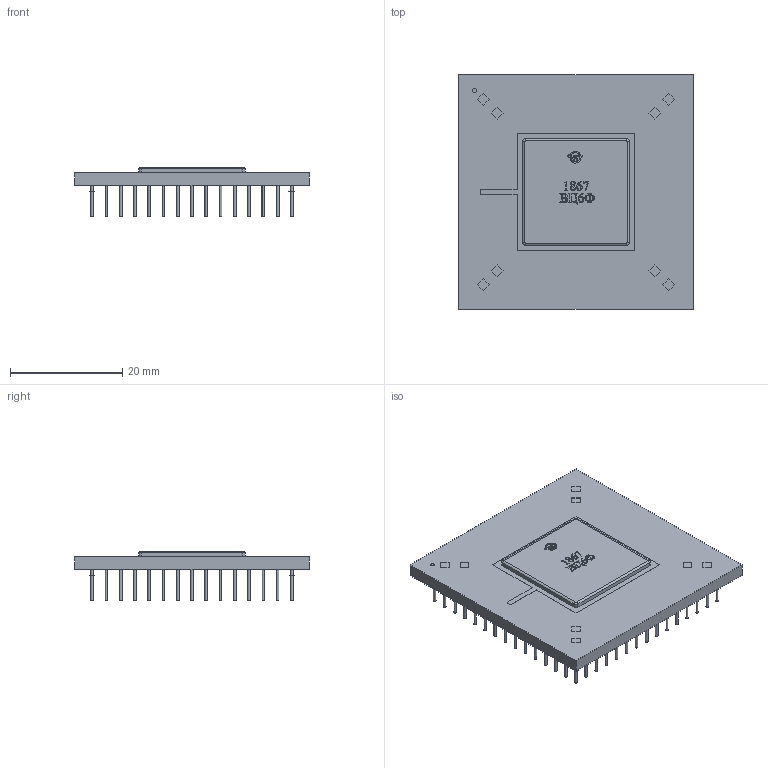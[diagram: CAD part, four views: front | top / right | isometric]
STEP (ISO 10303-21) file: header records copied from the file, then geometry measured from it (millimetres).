
FILE_DESCRIPTION(/* description */ ('Unknown'),/* implementation_level */ '2;1');
FILE_NAME(/* name */ '6116.180-А_1867ВЦ6Ф',/* time_stamp */ '2021-03-30T21:02:12+03:00',/* author */ ('Unknown'),/* organization */ ('Unknown'),/* preprocessor_version */ 'ST-DEVELOPER v16.7',/* originating_system */ 'Solid Edge',/* authorisation */ 'Unknown');
FILE_SCHEMA (('AUTOMOTIVE_DESIGN {1 0 10303 214 3 1 1}'));
Length unit declared in the file: millimetre
Products named in the file (1): 6116.180-à
Bounding box: 41.8 x 41.8 x 8.77 mm (x, y, z)
Volume: 4525.3 mm3; surface area: 5435.5 mm2
Topology: 3 solids, 3 shells, 952 faces, 1825 edges, 1277 vertices
Faces by surface type: plane 507, cylinder 407, bspline 34, torus 4
Full cylindrical faces by diameter (mm): 0.427 x1, 0.47 x185, 0.7 x1, 1 x4, 2.001 x180
Entity records: 28938 total; most frequent: CARTESIAN_POINT 5004, DIRECTION 3865, ORIENTED_EDGE 2546, AXIS2_PLACEMENT_3D 1741, EDGE_LOOP 1721, FACE_BOUND 1721, EDGE_CURVE 1273, VERTEX_POINT 1096
